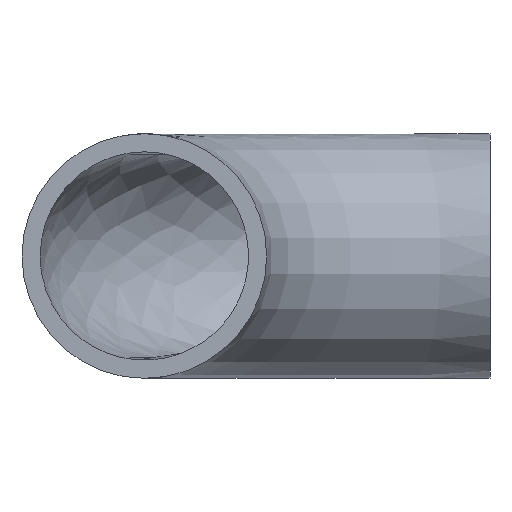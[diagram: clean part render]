
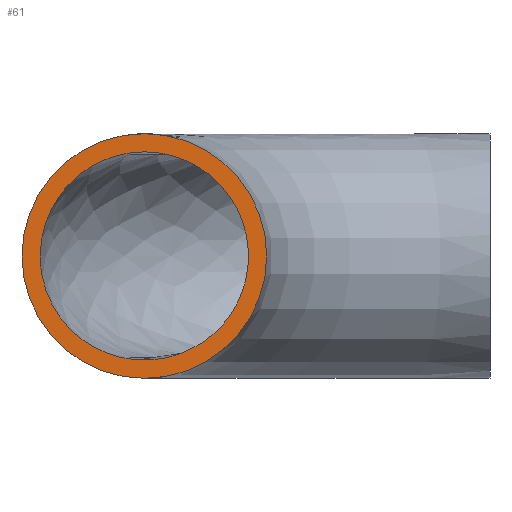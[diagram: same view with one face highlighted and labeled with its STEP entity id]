
A CAD part, front view. The second image highlights one B-rep face of the part: STEP entity #61.
In plain terms, the highlighted planar face has unit normal (0, -1, 0).
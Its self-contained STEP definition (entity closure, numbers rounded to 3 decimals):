
#16=FACE_BOUND('',#29,.T.);
#18=CIRCLE('',#89,13.45);
#20=PLANE('',#88);
#23=FACE_OUTER_BOUND('',#28,.T.);
#28=EDGE_LOOP('',(#51));
#29=EDGE_LOOP('',(#52));
#31=B_SPLINE_CURVE_WITH_KNOTS('',3,(#221,#222,#223,#224,#225,#226,#227,
#228,#229,#230,#231,#232,#233,#234,#235,#236,#237),.UNSPECIFIED.,.T.,.F.,
(4,1,1,1,1,1,1,1,1,1,1,1,1,1,4),(0.,0.071,0.143,
0.214,0.286,0.357,0.429,
0.524,0.571,0.619,0.714,
0.786,0.857,0.929,1.),.UNSPECIFIED.);
#35=VERTEX_POINT('',#220);
#38=VERTEX_POINT('',#267);
#39=EDGE_CURVE('',#35,#35,#31,.T.);
#43=EDGE_CURVE('',#38,#38,#18,.T.);
#51=ORIENTED_EDGE('',*,*,#43,.F.);
#52=ORIENTED_EDGE('',*,*,#39,.T.);
#61=ADVANCED_FACE('',(#23,#16),#20,.F.);
#88=AXIS2_PLACEMENT_3D('',#266,#96,#97);
#89=AXIS2_PLACEMENT_3D('',#268,#98,#99);
#96=DIRECTION('center_axis',(0.,1.,0.));
#97=DIRECTION('ref_axis',(0.,0.,1.));
#98=DIRECTION('center_axis',(0.,1.,0.));
#99=DIRECTION('ref_axis',(1.,0.,0.));
#220=CARTESIAN_POINT('',(-11.45,0.,0.));
#221=CARTESIAN_POINT('Ctrl Pts',(-11.45,0.,0.));
#222=CARTESIAN_POINT('Ctrl Pts',(-11.45,0.,1.713));
#223=CARTESIAN_POINT('Ctrl Pts',(-10.669,0.,
5.137));
#224=CARTESIAN_POINT('Ctrl Pts',(-7.383,0.,
9.259));
#225=CARTESIAN_POINT('Ctrl Pts',(-2.635,0.,
11.544));
#226=CARTESIAN_POINT('Ctrl Pts',(2.636,0.,
11.544));
#227=CARTESIAN_POINT('Ctrl Pts',(7.38,0.,
9.257));
#228=CARTESIAN_POINT('Ctrl Pts',(11.04,0.,
4.681));
#229=CARTESIAN_POINT('Ctrl Pts',(11.842,0.,
-0.629));
#230=CARTESIAN_POINT('Ctrl Pts',(10.468,0.,
-5.041));
#231=CARTESIAN_POINT('Ctrl Pts',(7.875,0.,
-8.866));
#232=CARTESIAN_POINT('Ctrl Pts',(3.223,0.,
-11.55));
#233=CARTESIAN_POINT('Ctrl Pts',(-2.636,0.,
-11.542));
#234=CARTESIAN_POINT('Ctrl Pts',(-7.382,0.,
-9.259));
#235=CARTESIAN_POINT('Ctrl Pts',(-10.669,0.,
-5.137));
#236=CARTESIAN_POINT('Ctrl Pts',(-11.45,0.,-1.713));
#237=CARTESIAN_POINT('Ctrl Pts',(-11.45,0.,0.));
#266=CARTESIAN_POINT('Origin',(0.,0.,0.));
#267=CARTESIAN_POINT('',(-13.45,0.,0.));
#268=CARTESIAN_POINT('Origin',(0.,0.,0.));
